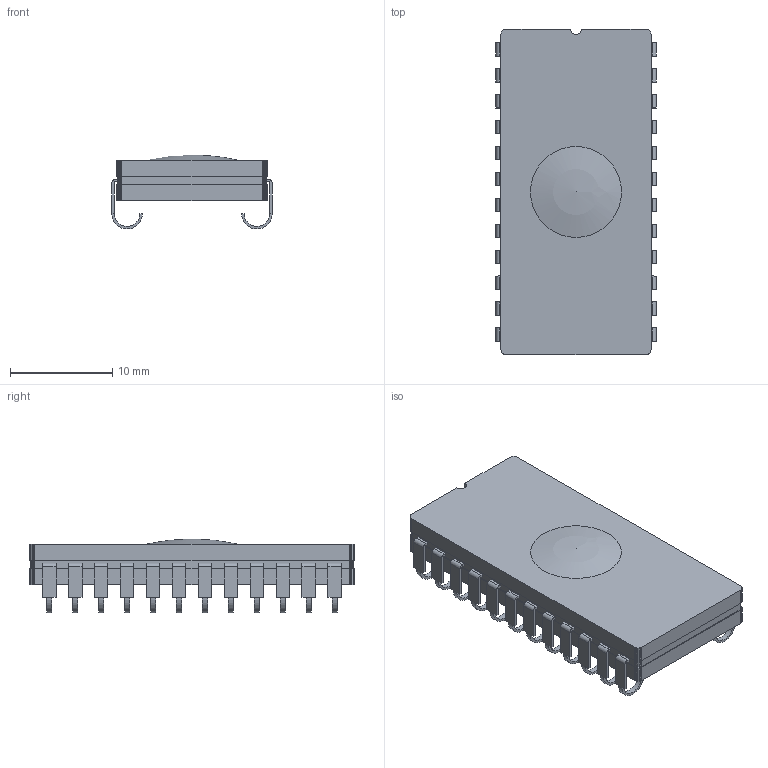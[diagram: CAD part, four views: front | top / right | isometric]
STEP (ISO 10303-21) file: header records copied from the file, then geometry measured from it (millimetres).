
FILE_DESCRIPTION(('FreeCAD Model'),'2;1');
FILE_NAME('CERDIP_24_crimped.step', '2021-05-29T16:50:14',('Author'),(''), 'Open CASCADE STEP processor 7.4','FreeCAD','Unknown');
FILE_SCHEMA(('AUTOMOTIVE_DESIGN { 1 0 10303 214 1 1 1 1 }'));
Length unit declared in the file: millimetre
Products named in the file (1): CERDIP_24_crimped
Bounding box: 15.7 x 31.91 x 7.24 mm (x, y, z)
Volume: 1923.2 mm3; surface area: 1756.7 mm2
Topology: 1 solids, 1 shells, 455 faces, 1281 edges, 854 vertices
Faces by surface type: plane 355, cylinder 99, sphere 1
Entity records: 17770 total; most frequent: CARTESIAN_POINT 2590, ORIENTED_EDGE 2560, DIRECTION 2392, EDGE_CURVE 1280, LINE 1080, VECTOR 1080, VERTEX_POINT 854, AXIS2_PLACEMENT_3D 656
